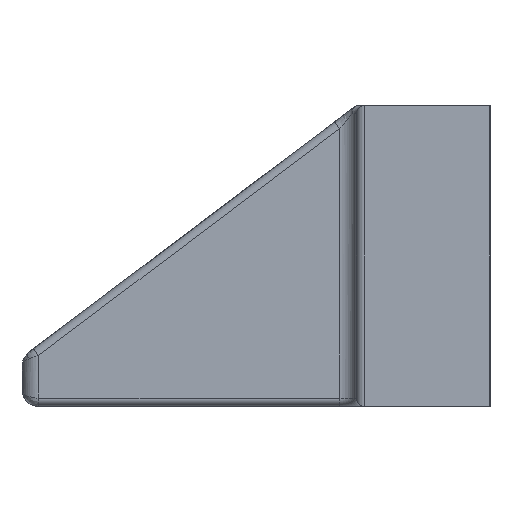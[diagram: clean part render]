
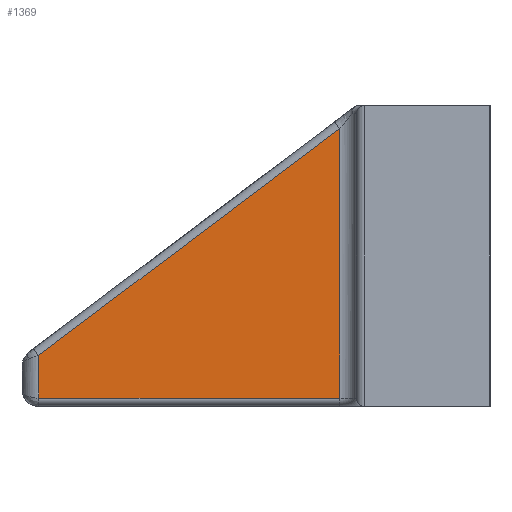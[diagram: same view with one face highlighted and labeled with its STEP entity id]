
A CAD part, left-side view. The second image highlights one B-rep face of the part: STEP entity #1369.
In plain terms, the highlighted planar face has unit normal (-1, 0, 0).
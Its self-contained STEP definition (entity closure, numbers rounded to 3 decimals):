
#78 = VECTOR ( 'NONE', #194, 1000. ) ;
#123 = ORIENTED_EDGE ( 'NONE', *, *, #158, .T. ) ;
#158 = EDGE_CURVE ( 'NONE', #1255, #743, #817, .T. ) ;
#180 = VECTOR ( 'NONE', #747, 1000. ) ;
#194 = DIRECTION ( 'NONE',  ( 0., -1., 0. ) ) ;
#214 = DIRECTION ( 'NONE',  ( 0., 0.799, -0.602 ) ) ;
#305 = VECTOR ( 'NONE', #1698, 1000. ) ;
#390 = VERTEX_POINT ( 'NONE', #1060 ) ;
#461 = CARTESIAN_POINT ( 'NONE',  ( -37.5, 27., -5.944 ) ) ;
#464 = EDGE_CURVE ( 'NONE', #864, #1255, #1229, .T. ) ;
#543 = CARTESIAN_POINT ( 'NONE',  ( -37.5, 9., 9. ) ) ;
#614 = EDGE_LOOP ( 'NONE', ( #123, #698, #2093, #1592 ) ) ;
#635 = CARTESIAN_POINT ( 'NONE',  ( -37.5, 27., -8.5 ) ) ;
#698 = ORIENTED_EDGE ( 'NONE', *, *, #2243, .T. ) ;
#743 = VERTEX_POINT ( 'NONE', #635 ) ;
#747 = DIRECTION ( 'NONE',  ( 0., 0., 1. ) ) ;
#794 = CARTESIAN_POINT ( 'NONE',  ( -37.5, 0., 0. ) ) ;
#806 = FACE_OUTER_BOUND ( 'NONE', #614, .T. ) ;
#817 = LINE ( 'NONE', #1525, #305 ) ;
#864 = VERTEX_POINT ( 'NONE', #1397 ) ;
#1045 = LINE ( 'NONE', #1753, #78 ) ;
#1060 = CARTESIAN_POINT ( 'NONE',  ( -37.5, 9., -8.5 ) ) ;
#1142 = PLANE ( 'NONE',  #1859 ) ;
#1229 = LINE ( 'NONE', #1924, #1709 ) ;
#1255 = VERTEX_POINT ( 'NONE', #461 ) ;
#1352 = DIRECTION ( 'NONE',  ( -1., 0., 0. ) ) ;
#1369 = ADVANCED_FACE ( 'NONE', ( #806 ), #1142, .T. ) ;
#1397 = CARTESIAN_POINT ( 'NONE',  ( -37.5, 9., 7.62 ) ) ;
#1525 = CARTESIAN_POINT ( 'NONE',  ( -37.5, 27., 0. ) ) ;
#1592 = ORIENTED_EDGE ( 'NONE', *, *, #464, .T. ) ;
#1698 = DIRECTION ( 'NONE',  ( 0., 0., -1. ) ) ;
#1709 = VECTOR ( 'NONE', #214, 1000. ) ;
#1753 = CARTESIAN_POINT ( 'NONE',  ( -37.5, 9., -8.5 ) ) ;
#1859 = AXIS2_PLACEMENT_3D ( 'NONE', #794, #1352, #2055 ) ;
#1924 = CARTESIAN_POINT ( 'NONE',  ( -37.5, 6.922, 9.186 ) ) ;
#1959 = EDGE_CURVE ( 'NONE', #390, #864, #2115, .T. ) ;
#2055 = DIRECTION ( 'NONE',  ( 0., 0., -1. ) ) ;
#2093 = ORIENTED_EDGE ( 'NONE', *, *, #1959, .T. ) ;
#2115 = LINE ( 'NONE', #543, #180 ) ;
#2243 = EDGE_CURVE ( 'NONE', #743, #390, #1045, .T. ) ;
